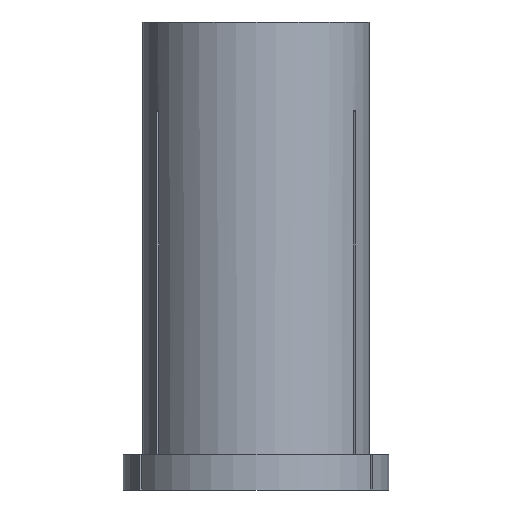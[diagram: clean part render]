
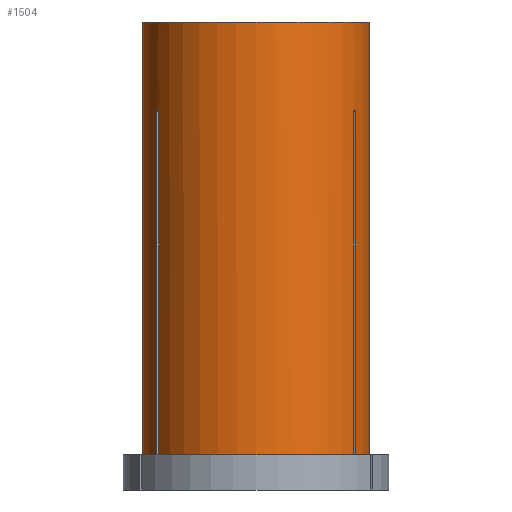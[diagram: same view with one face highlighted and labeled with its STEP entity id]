
A CAD part, front view. The second image highlights one B-rep face of the part: STEP entity #1504.
In plain terms, the highlighted cylindrical face has radius 16 mm (diameter 32 mm), a partial arc.
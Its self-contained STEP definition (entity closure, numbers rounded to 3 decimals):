
#11 = VERTEX_POINT ( 'NONE', #1439 ) ;
#18 = AXIS2_PLACEMENT_3D ( 'NONE', #660, #626, #777 ) ;
#26 = VERTEX_POINT ( 'NONE', #984 ) ;
#32 = DIRECTION ( 'NONE',  ( 1., 0., 0. ) ) ;
#55 = EDGE_CURVE ( 'NONE', #1267, #554, #1323, .T. ) ;
#89 = EDGE_CURVE ( 'NONE', #240, #1128, #1291, .T. ) ;
#94 = CARTESIAN_POINT ( 'NONE',  ( -13.704, -8.258, -12.502 ) ) ;
#107 = VECTOR ( 'NONE', #595, 1000. ) ;
#165 = EDGE_CURVE ( 'NONE', #554, #1198, #893, .T. ) ;
#180 = CARTESIAN_POINT ( 'NONE',  ( 0., 0., -61. ) ) ;
#187 = VECTOR ( 'NONE', #1438, 1000. ) ;
#204 = CARTESIAN_POINT ( 'NONE',  ( -13.907, -7.914, -12.499 ) ) ;
#240 = VERTEX_POINT ( 'NONE', #616 ) ;
#246 = LINE ( 'NONE', #452, #1204 ) ;
#283 = ORIENTED_EDGE ( 'NONE', *, *, #812, .T. ) ;
#290 = CARTESIAN_POINT ( 'NONE',  ( 0., 0., -61. ) ) ;
#299 = ORIENTED_EDGE ( 'NONE', *, *, #165, .T. ) ;
#323 = CARTESIAN_POINT ( 'NONE',  ( 13.704, -8.258, -61. ) ) ;
#368 = LINE ( 'NONE', #1494, #1625 ) ;
#369 = CARTESIAN_POINT ( 'NONE',  ( 13.807, -8.087, -12.499 ) ) ;
#370 = DIRECTION ( 'NONE',  ( 0., 0., 1. ) ) ;
#376 = DIRECTION ( 'NONE',  ( 0., 0., 1. ) ) ;
#385 = ORIENTED_EDGE ( 'NONE', *, *, #879, .F. ) ;
#407 = VERTEX_POINT ( 'NONE', #776 ) ;
#413 = ORIENTED_EDGE ( 'NONE', *, *, #89, .T. ) ;
#451 = ORIENTED_EDGE ( 'NONE', *, *, #643, .F. ) ;
#452 = CARTESIAN_POINT ( 'NONE',  ( 14.004, -7.739, 0. ) ) ;
#464 = CARTESIAN_POINT ( 'NONE',  ( 16., 0., -61. ) ) ;
#474 = EDGE_CURVE ( 'NONE', #1128, #1388, #478, .T. ) ;
#478 = LINE ( 'NONE', #1149, #107 ) ;
#485 = CARTESIAN_POINT ( 'NONE',  ( 16., 0., 0. ) ) ;
#554 = VERTEX_POINT ( 'NONE', #464 ) ;
#568 = ORIENTED_EDGE ( 'NONE', *, *, #688, .T. ) ;
#581 = DIRECTION ( 'NONE',  ( 1., 0., 0. ) ) ;
#582 = EDGE_CURVE ( 'NONE', #26, #1450, #368, .T. ) ;
#595 = DIRECTION ( 'NONE',  ( 0., 0., 1. ) ) ;
#598 = DIRECTION ( 'NONE',  ( 1., 0., 0. ) ) ;
#608 = CARTESIAN_POINT ( 'NONE',  ( 0., 0., 0. ) ) ;
#616 = CARTESIAN_POINT ( 'NONE',  ( -13.704, -8.258, -61. ) ) ;
#626 = DIRECTION ( 'NONE',  ( 0., 0., 1. ) ) ;
#633 = ORIENTED_EDGE ( 'NONE', *, *, #1571, .F. ) ;
#640 = EDGE_CURVE ( 'NONE', #1388, #1424, #1272, .T. ) ;
#643 = EDGE_CURVE ( 'NONE', #1267, #1424, #246, .T. ) ;
#656 = DIRECTION ( 'NONE',  ( 0., 0., 1. ) ) ;
#660 = CARTESIAN_POINT ( 'NONE',  ( 0., 0., 0. ) ) ;
#662 = DIRECTION ( 'NONE',  ( 0., 0., 1. ) ) ;
#670 = CIRCLE ( 'NONE', #1404, 16. ) ;
#676 = CARTESIAN_POINT ( 'NONE',  ( 13.704, -8.258, -12.502 ) ) ;
#680 = ORIENTED_EDGE ( 'NONE', *, *, #640, .T. ) ;
#688 = EDGE_CURVE ( 'NONE', #1450, #11, #1033, .T. ) ;
#722 = CARTESIAN_POINT ( 'NONE',  ( 14.004, -7.739, -12.502 ) ) ;
#731 = CARTESIAN_POINT ( 'NONE',  ( -13.807, -8.087, -12.499 ) ) ;
#756 = DIRECTION ( 'NONE',  ( 0., 0., 1. ) ) ;
#776 = CARTESIAN_POINT ( 'NONE',  ( -16., 0., -61. ) ) ;
#777 = DIRECTION ( 'NONE',  ( 1., 0., 0. ) ) ;
#784 = LINE ( 'NONE', #1115, #822 ) ;
#812 = EDGE_CURVE ( 'NONE', #407, #26, #670, .T. ) ;
#822 = VECTOR ( 'NONE', #656, 1000. ) ;
#837 = VECTOR ( 'NONE', #662, 1000. ) ;
#879 = EDGE_CURVE ( 'NONE', #1199, #1198, #939, .T. ) ;
#893 = LINE ( 'NONE', #1615, #837 ) ;
#904 = ORIENTED_EDGE ( 'NONE', *, *, #990, .F. ) ;
#939 = CIRCLE ( 'NONE', #18, 16. ) ;
#973 = CARTESIAN_POINT ( 'NONE',  ( 13.907, -7.914, -12.499 ) ) ;
#984 = CARTESIAN_POINT ( 'NONE',  ( -14.004, -7.739, -61. ) ) ;
#985 = AXIS2_PLACEMENT_3D ( 'NONE', #290, #1045, #32 ) ;
#990 = EDGE_CURVE ( 'NONE', #407, #1199, #1540, .T. ) ;
#1008 = CARTESIAN_POINT ( 'NONE',  ( 0., 0., -61. ) ) ;
#1033 = B_SPLINE_CURVE_WITH_KNOTS ( 'NONE', 3,
 ( #1370, #204, #731, #94 ),
 .UNSPECIFIED., .F., .F.,
 ( 4, 4 ),
 ( 0., 0.001 ),
 .UNSPECIFIED. ) ;
#1045 = DIRECTION ( 'NONE',  ( 0., 0., 1. ) ) ;
#1098 = CARTESIAN_POINT ( 'NONE',  ( -16., 0., 0. ) ) ;
#1115 = CARTESIAN_POINT ( 'NONE',  ( -13.704, -8.258, 0. ) ) ;
#1128 = VERTEX_POINT ( 'NONE', #323 ) ;
#1139 = CARTESIAN_POINT ( 'NONE',  ( -14.004, -7.739, -12.502 ) ) ;
#1149 = CARTESIAN_POINT ( 'NONE',  ( 13.704, -8.258, 0. ) ) ;
#1184 = ORIENTED_EDGE ( 'NONE', *, *, #474, .T. ) ;
#1198 = VERTEX_POINT ( 'NONE', #485 ) ;
#1199 = VERTEX_POINT ( 'NONE', #1098 ) ;
#1200 = ORIENTED_EDGE ( 'NONE', *, *, #582, .T. ) ;
#1204 = VECTOR ( 'NONE', #1229, 1000. ) ;
#1218 = AXIS2_PLACEMENT_3D ( 'NONE', #608, #756, #598 ) ;
#1229 = DIRECTION ( 'NONE',  ( 0., 0., 1. ) ) ;
#1267 = VERTEX_POINT ( 'NONE', #1459 ) ;
#1272 = B_SPLINE_CURVE_WITH_KNOTS ( 'NONE', 3,
 ( #676, #369, #973, #722 ),
 .UNSPECIFIED., .F., .F.,
 ( 4, 4 ),
 ( 0., 0.001 ),
 .UNSPECIFIED. ) ;
#1291 = CIRCLE ( 'NONE', #1313, 16. ) ;
#1301 = CARTESIAN_POINT ( 'NONE',  ( -16., 0., 0. ) ) ;
#1313 = AXIS2_PLACEMENT_3D ( 'NONE', #1008, #370, #581 ) ;
#1323 = CIRCLE ( 'NONE', #985, 16. ) ;
#1340 = EDGE_LOOP ( 'NONE', ( #904, #283, #1200, #568, #633, #413, #1184, #680, #451, #1521, #299, #385 ) ) ;
#1346 = DIRECTION ( 'NONE',  ( 1., 0., 0. ) ) ;
#1370 = CARTESIAN_POINT ( 'NONE',  ( -14.004, -7.739, -12.502 ) ) ;
#1373 = CARTESIAN_POINT ( 'NONE',  ( 13.704, -8.258, -12.502 ) ) ;
#1388 = VERTEX_POINT ( 'NONE', #1373 ) ;
#1404 = AXIS2_PLACEMENT_3D ( 'NONE', #180, #1457, #1346 ) ;
#1424 = VERTEX_POINT ( 'NONE', #1560 ) ;
#1438 = DIRECTION ( 'NONE',  ( 0., 0., 1. ) ) ;
#1439 = CARTESIAN_POINT ( 'NONE',  ( -13.704, -8.258, -12.502 ) ) ;
#1450 = VERTEX_POINT ( 'NONE', #1139 ) ;
#1455 = CYLINDRICAL_SURFACE ( 'NONE', #1218, 16. ) ;
#1457 = DIRECTION ( 'NONE',  ( 0., 0., 1. ) ) ;
#1459 = CARTESIAN_POINT ( 'NONE',  ( 14.004, -7.739, -61. ) ) ;
#1494 = CARTESIAN_POINT ( 'NONE',  ( -14.004, -7.739, 0. ) ) ;
#1498 = FACE_OUTER_BOUND ( 'NONE', #1340, .T. ) ;
#1504 = ADVANCED_FACE ( 'NONE', ( #1498 ), #1455, .T. ) ;
#1521 = ORIENTED_EDGE ( 'NONE', *, *, #55, .T. ) ;
#1540 = LINE ( 'NONE', #1301, #187 ) ;
#1560 = CARTESIAN_POINT ( 'NONE',  ( 14.004, -7.739, -12.502 ) ) ;
#1571 = EDGE_CURVE ( 'NONE', #240, #11, #784, .T. ) ;
#1615 = CARTESIAN_POINT ( 'NONE',  ( 16., 0., 0. ) ) ;
#1625 = VECTOR ( 'NONE', #376, 1000. ) ;
